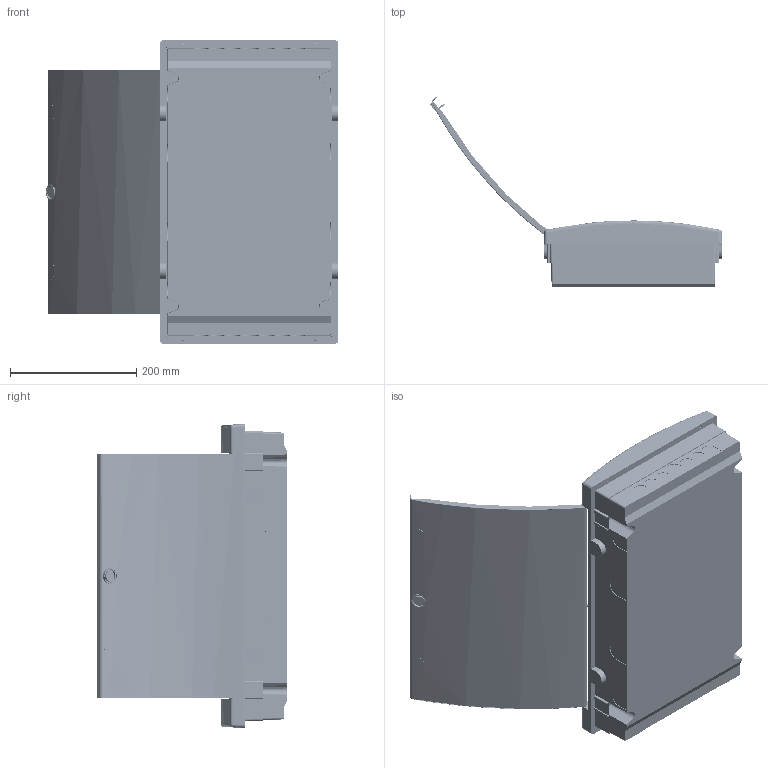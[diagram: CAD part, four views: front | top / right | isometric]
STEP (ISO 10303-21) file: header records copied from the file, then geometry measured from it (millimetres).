
FILE_DESCRIPTION(/* description */ ('Unknown'),/* implementation_level */ '2;1');
FILE_NAME(/* name */ 'ECM_36_PO_Media',/* time_stamp */ '2020-05-22T08:25:59+02:00',/* author */ ('Unknown'),/* organization */ ('Unknown'),/* preprocessor_version */ 'ST-DEVELOPER v16.7',/* originating_system */ 'DEX',/* authorisation */ $);
FILE_SCHEMA (('AUTOMOTIVE_DESIGN {1 0 10303 214 3 1 1}'));
Products named in the file (15): ECM_36_PO_Media; Bottom_ECM_36; Front_ECM_36; Pin; Door_ECT_36; Plyta PM3x12RJ; ETI LOGO; Screw_M4x8; Gniazdko; Gniazdko part A; AS-C 4x10; AW-R 4; AN-H 4; Gniazdko part B; AS-C 4x16
Assembly tree (25 placements, depth 3):
  ECM_36_PO_Media
    Bottom_ECM_36
    Front_ECM_36
    Pin  x4
    Door_ECT_36
    Plyta PM3x12RJ
    ETI LOGO
    Screw_M4x8  x6
    Gniazdko
      Gniazdko part A
      AS-C 4x10  x2
      AW-R 4  x2
      AN-H 4  x2
      Gniazdko part B
      AS-C 4x16
Bounding box: 464.1 x 302.44 x 481.8 mm (x, y, z)
Volume: 1118985.3 mm3; surface area: 1207493.3 mm2
Topology: 26 solids, 26 shells, 2643 faces, 7517 edges, 4982 vertices
Faces by surface type: plane 1463, cylinder 1038, cone 93, torus 23, sphere 14, bspline 12
Full cylindrical faces by diameter (mm): 2.5 x1, 3 x2, 3.242 x2, 3.8 x2, 4 x592, 4.3 x6, 4.7 x1, 4.75 x1, 5 x42, 5.5 x3, 5.6 x1, 6 x2, 7 x4, 8 x8, 9.5 x4, 10 x2, 12.2 x4, 18 x17, 38 x1
Entity records: 83288 total; most frequent: CARTESIAN_POINT 14596, DIRECTION 12426, ORIENTED_EDGE 11948, EDGE_CURVE 5974, FACE_BOUND 4615, EDGE_LOOP 4614, VERTEX_POINT 4413, AXIS2_PLACEMENT_3D 4364
